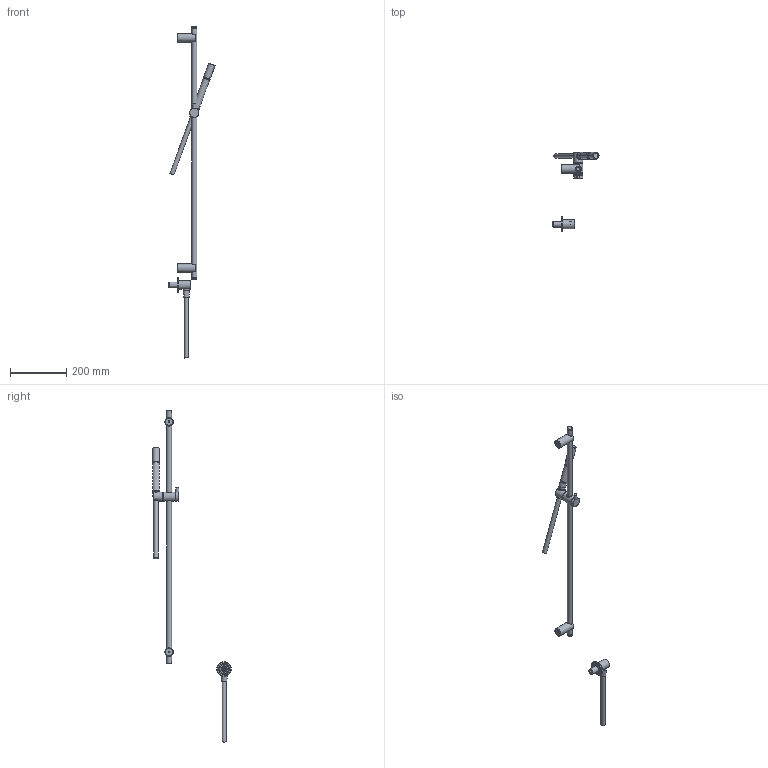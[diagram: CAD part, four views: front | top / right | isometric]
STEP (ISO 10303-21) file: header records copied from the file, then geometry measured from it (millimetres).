
FILE_DESCRIPTION(/* description */ ('Unknown'),/* implementation_level */ '2;1');
FILE_NAME(/* name */ 'AR317',/* time_stamp */ '2022-12-13T16:40:28+01:00',/* author */ ('Unknown'),/* organization */ ('Unknown'),/* preprocessor_version */ 'ST-DEVELOPER v16.7',/* originating_system */ 'DEX',/* authorisation */ $);
FILE_SCHEMA (('AUTOMOTIVE_DESIGN {1 0 10303 214 3 1 1}'));
Length unit declared in the file: millimetre
Products named in the file (36): AR317-00; AR307-01; AR307-02; AR517-00; AR517-05; AR517-06; AR517-07; AR517-08; AR517-04; AR517-03; B077-02; AR517-01; AR517-02; AR517-001; ZNVA005_SOLID_2_2; ZNVA005_SOLID_1_2; AR307-002_oa_0; B009-16; AR015-00; AR307-03; B077-52; AR352-00; C063155_00101ZZ INOX; A133054_50300ZZ; A101064_01500ZZ; C140041_00000ZZ; C091003_00000ZZ; C140083_00600ZZ; C069033_00000ZZ; AR307-001; AR307-05; AR307-06; AR307-07; AR307-08; AR307-09; AR307-10
Assembly tree (41 placements, depth 4):
  AR317-00
    AR307-01  x2
    AR307-02
    AR517-00
      AR517-05
      AR517-06
      AR517-07
      AR517-08
      AR517-04
      AR517-03
      B077-02
      AR517-01
      AR517-02
      AR517-001
        ZNVA005_SOLID_2_2
        ZNVA005_SOLID_1_2
    AR307-002_oa_0
    B009-16  x2
    AR015-00  x2
    AR307-03  x2
    B077-52  x2
    AR352-00
      C063155_00101ZZ INOX
      A133054_50300ZZ
      A101064_01500ZZ
      C140041_00000ZZ
      C091003_00000ZZ
      C140083_00600ZZ  x2
      C069033_00000ZZ
    AR307-001
      AR307-05
      AR307-06
      AR307-07
      AR307-08
      AR307-09
      AR307-10
Bounding box: 163.8 x 280.63 x 1181.85 mm (x, y, z)
Volume: 359538.9 mm3; surface area: 241925.8 mm2
Topology: 37 solids, 38 shells, 1437 faces, 3567 edges, 2242 vertices
Faces by surface type: plane 605, cylinder 331, bspline 282, torus 100, cone 89, sphere 30
Full cylindrical faces by diameter (mm): 1.2 x29, 2.365 x1, 2.5 x2, 2.649 x1, 2.8 x1, 4 x3, 4.134 x2, 4.2 x1, 4.541 x1, 4.917 x2, 5 x3, 5.676 x1, 5.99 x1, 6 x3, 7 x1, 8 x1, 8.5 x1, 8.703 x2, 8.8 x1, 9 x2, 9.27 x1, 10 x2, 11.351 x1, 11.7 x1, 12 x8, 12.77 x1, 12.85 x2, 13.4 x3, 13.5 x1, 13.905 x1
Entity records: 57144 total; most frequent: CARTESIAN_POINT 24078, ORIENTED_EDGE 6036, DIRECTION 5492, EDGE_CURVE 3018, AXIS2_PLACEMENT_3D 2165, VERTEX_POINT 2051, FACE_BOUND 1845, EDGE_LOOP 1836
